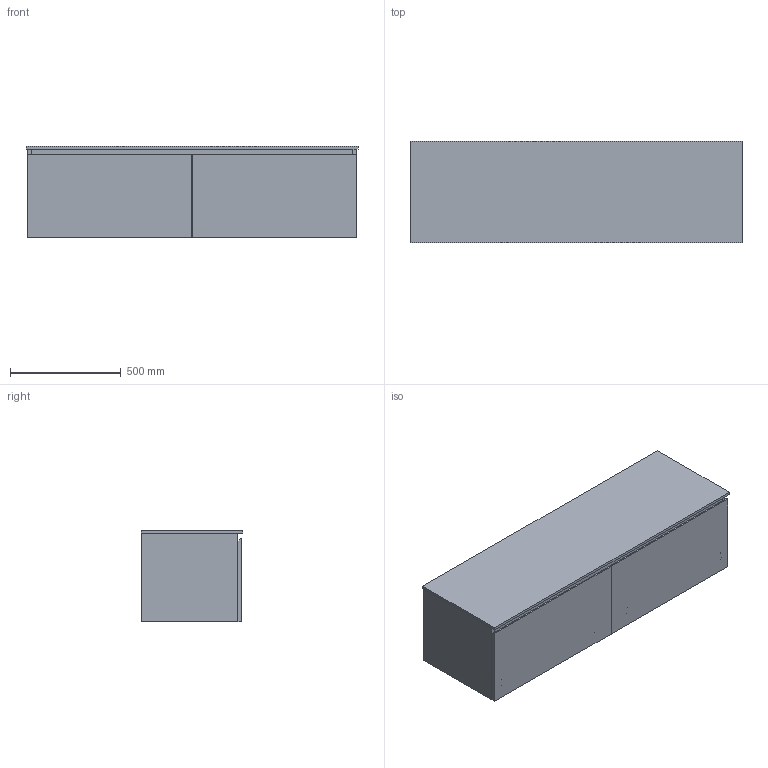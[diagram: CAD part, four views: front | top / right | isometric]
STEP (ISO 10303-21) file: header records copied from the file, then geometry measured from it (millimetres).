
FILE_DESCRIPTION (( 'STEP AP214' ), '1' );
FILE_NAME ('Kado Arc SD Corian Top 1500 Centred Bowl.STEP', '2019-12-06T03:30:08', ( '' ), ( '' ), 'SwSTEP 2.0', 'SolidWorks 2017', '' );
FILE_SCHEMA (( 'AUTOMOTIVE_DESIGN' ));
Length unit declared in the file: millimetre
Products named in the file (21): P0Front_Genesis 1D; P0FONDTIR_Drawer_Genesis 1D_1_D‚faut; Kado Arc SD Corian Top 1500 Centred Bowl; P0COGTIR_PRF 350; P0CODTIR_PRF 350; Part5^Kado Arc SD Corian Top 1500 Centred Bowl; P0Back_Genesis 1D; P0Drawer_Genesis 1D_1_350; CODTIR_PRF 350; P0FACTIR_Drawer_Genesis 1D_1_D‚faut; P0Right_Genesis 1D; Drawer_P0Genesis 1D_1_350; COGTIR_PRF 350; FACTIR_Drawer_P0Genesis 1D_1_D‚faut; ARTIR_Drawer_P0Genesis 1D_1_D‚faut; P0Left_Genesis 1D; Partition_P0Genesis 1D L; P0Bottom_Genesis 1D; P0ARTIR_Drawer_Genesis 1D_1_D‚faut; FONDTIR_Drawer_P0Genesis 1D_1_D‚faut; Partition_P0Genesis 1D
Assembly tree (20 placements, depth 3):
  Kado Arc SD Corian Top 1500 Centred Bowl
    P0Left_Genesis 1D
    P0Right_Genesis 1D
    P0Bottom_Genesis 1D
    P0Back_Genesis 1D
    P0Front_Genesis 1D
    P0Drawer_Genesis 1D_1_350
      P0COGTIR_PRF 350
      P0CODTIR_PRF 350
      P0FONDTIR_Drawer_Genesis 1D_1_D‚faut
      P0ARTIR_Drawer_Genesis 1D_1_D‚faut
      P0FACTIR_Drawer_Genesis 1D_1_D‚faut
    Partition_P0Genesis 1D
    Partition_P0Genesis 1D L
    Drawer_P0Genesis 1D_1_350
      COGTIR_PRF 350
      CODTIR_PRF 350
      FONDTIR_Drawer_P0Genesis 1D_1_D‚faut
      ARTIR_Drawer_P0Genesis 1D_1_D‚faut
      FACTIR_Drawer_P0Genesis 1D_1_D‚faut
    Part5^Kado Arc SD Corian Top 1500 Centred Bowl
Bounding box: 1500 x 460 x 412 mm (x, y, z)
Volume: 60788978.1 mm3; surface area: 9245184.8 mm2
Topology: 34 solids, 34 shells, 1310 faces, 3622 edges, 2400 vertices
Faces by surface type: plane 679, cylinder 631
Entity records: 43590 total; most frequent: DIRECTION 7602, CARTESIAN_POINT 7357, ORIENTED_EDGE 7244, EDGE_CURVE 3622, AXIS2_PLACEMENT_3D 2645, VERTEX_POINT 2400, VECTOR 2312, LINE 2312
